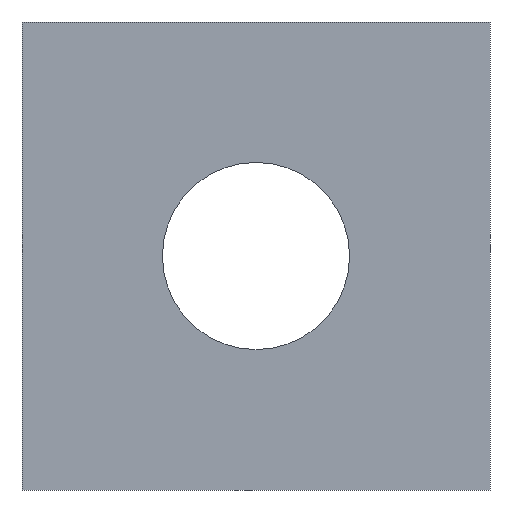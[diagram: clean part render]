
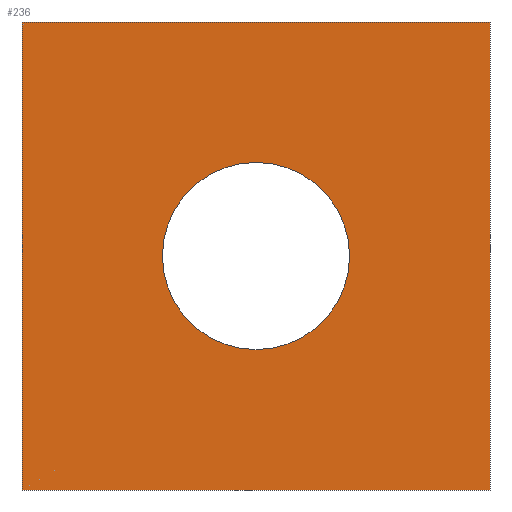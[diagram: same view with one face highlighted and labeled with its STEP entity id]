
A CAD part, front view. The second image highlights one B-rep face of the part: STEP entity #236.
In plain terms, the highlighted planar face has unit normal (0, -1, 0).
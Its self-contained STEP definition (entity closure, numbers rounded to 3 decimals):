
#17=FACE_BOUND('',#54,.T.);
#25=CIRCLE('',#263,20.);
#38=FACE_OUTER_BOUND('',#53,.T.);
#53=EDGE_LOOP('',(#208,#209,#210,#211));
#54=EDGE_LOOP('',(#212));
#67=LINE('',#375,#91);
#71=LINE('',#383,#95);
#74=LINE('',#389,#98);
#77=LINE('',#394,#101);
#91=VECTOR('',#312,10.);
#95=VECTOR('',#318,10.);
#98=VECTOR('',#323,10.);
#101=VECTOR('',#328,10.);
#114=VERTEX_POINT('',#369);
#115=VERTEX_POINT('',#373);
#116=VERTEX_POINT('',#374);
#119=VERTEX_POINT('',#382);
#121=VERTEX_POINT('',#388);
#140=EDGE_CURVE('',#114,#114,#25,.T.);
#141=EDGE_CURVE('',#115,#116,#67,.T.);
#145=EDGE_CURVE('',#116,#119,#71,.T.);
#148=EDGE_CURVE('',#119,#121,#74,.T.);
#151=EDGE_CURVE('',#121,#115,#77,.T.);
#208=ORIENTED_EDGE('',*,*,#151,.T.);
#209=ORIENTED_EDGE('',*,*,#141,.T.);
#210=ORIENTED_EDGE('',*,*,#145,.T.);
#211=ORIENTED_EDGE('',*,*,#148,.T.);
#212=ORIENTED_EDGE('',*,*,#140,.T.);
#223=PLANE('',#269);
#236=ADVANCED_FACE('',(#38,#17),#223,.F.);
#263=AXIS2_PLACEMENT_3D('',#371,#308,#309);
#269=AXIS2_PLACEMENT_3D('',#397,#332,#333);
#308=DIRECTION('center_axis',(0.,1.,0.));
#309=DIRECTION('ref_axis',(0.,0.,1.));
#312=DIRECTION('',(0.,0.,-1.));
#318=DIRECTION('',(1.,0.,0.));
#323=DIRECTION('',(0.,0.,1.));
#328=DIRECTION('',(-1.,0.,0.));
#332=DIRECTION('center_axis',(0.,1.,0.));
#333=DIRECTION('ref_axis',(1.,0.,0.));
#369=CARTESIAN_POINT('',(0.,0.,-20.));
#371=CARTESIAN_POINT('Origin',(0.,0.,0.));
#373=CARTESIAN_POINT('',(-50.,0.,50.));
#374=CARTESIAN_POINT('',(-50.,0.,-50.));
#375=CARTESIAN_POINT('',(-50.,0.,50.));
#382=CARTESIAN_POINT('',(50.,0.,-50.));
#383=CARTESIAN_POINT('',(-50.,0.,-50.));
#388=CARTESIAN_POINT('',(50.,0.,50.));
#389=CARTESIAN_POINT('',(50.,0.,-50.));
#394=CARTESIAN_POINT('',(50.,0.,50.));
#397=CARTESIAN_POINT('Origin',(0.,0.,0.));
